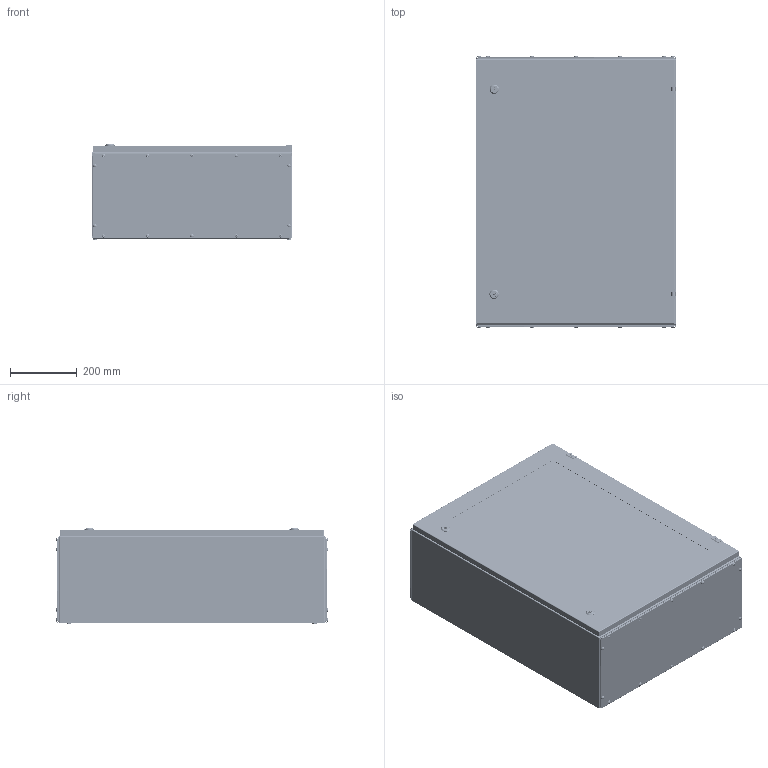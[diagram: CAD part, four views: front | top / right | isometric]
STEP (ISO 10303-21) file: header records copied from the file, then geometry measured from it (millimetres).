
FILE_DESCRIPTION (( 'STEP AP214' ), '1' );
FILE_NAME ('12.060.080.28.STEP', '2024-06-13T05:59:25', ( '' ), ( '' ), 'SwSTEP 2.0', 'SolidWorks 2021', '' );
FILE_SCHEMA (( 'AUTOMOTIVE_DESIGN' ));
Length unit declared in the file: millimetre
Products named in the file (29): 砑鳧罻 W600; Çàêëåïêà ðåçüáîâàÿ Ì8 øåñòèãðàííàÿ ñ óìåíüøåííûì áîðòîì; Áîëò Ì6õ10 ñ øåñòèãðàííîé ãîëîâêîé ñ ïðåññøàéáîé; Ïåðåìû÷êà êàðêàñà W600; Êàðêàñ øêàôà W600H800D280; Çàêëåïêà ðåçüáîâàÿ Ì5 øåñòèãðàííàÿ ñ óìåíüøåííûì áîðòîì; Ãàñêåòèíã W600H800; ﾇ瑟鶴 ﾀﾑ ms1000-3M.stp; Øïèëüêà ïðèâàðíàÿ Ì6õ10; 8SJ_MS705_0010.stp; Øïèëüêà ïðèâàðíàÿ Ì6õ20; 署赅 W600D280; SW6X8.stp; Ñòåêëÿííàÿ äâåðü ÑÁ W600H800; 砑鳧罻 H800; Øïèëüêà ïðèâàðíàÿ Ì6õ15; Ïðîêëàäêà êðûøêè W600D280; 8SJ_MS705_0510.stp; 417.680; 栺樏鋋 W600H800; 8SJ_MS705_0760.stp; Âèíò DIN 967 Ì5õ16 ñ ïîëóêðóãëîé ãîëîâêîé ñ êðåñòîîáðàçíûì øëèöåì; 嵑謺麃 檐; 12.060.080.28; 8SJ_S1B_0001.stp; Êîðïóñ øêàôà W600H800D280; 8SJ_MS705-1_0040.stp; Ãàéêà M6 DIN6923.step; ﾄ粢鮱 W600H800
Assembly tree (133 placements, depth 4):
  12.060.080.28
    Êàðêàñ øêàôà W600H800D280
      Êîðïóñ øêàôà W600H800D280
      Ïåðåìû÷êà êàðêàñà W600  x2
      Øïèëüêà ïðèâàðíàÿ Ì6õ15  x8
      Øïèëüêà ïðèâàðíàÿ Ì6õ20  x4
    署赅 W600D280  x2
    Ïðîêëàäêà êðûøêè W600D280  x2
    Ñòåêëÿííàÿ äâåðü ÑÁ W600H800
      ﾄ粢鮱 W600H800
      Ãàñêåòèíã W600H800
      ﾇ瑟鶴 ﾀﾑ ms1000-3M.stp  x2
        8SJ_MS705_0010.stp
        8SJ_MS705_0510.stp
        8SJ_MS705_0760.stp
        8SJ_S1B_0001.stp
        8SJ_MS705-1_0040.stp
        SW6X8.stp
      Øïèëüêà ïðèâàðíàÿ Ì6õ10  x14
      栺樏鋋 W600H800
      Ãàéêà M6 DIN6923.step  x14
      砑鳧罻 H800  x2
      砑鳧罻 W600  x2
    嵑謺麃 檐  x2
    Áîëò Ì6õ10 ñ øåñòèãðàííîé ãîëîâêîé ñ ïðåññøàéáîé  x2
    Çàêëåïêà ðåçüáîâàÿ Ì5 øåñòèãðàííàÿ ñ óìåíüøåííûì áîðòîì  x28
    Âèíò DIN 967 Ì5õ16 ñ ïîëóêðóãëîé ãîëîâêîé ñ êðåñòîîáðàçíûì øëèöåì  x28
    Çàêëåïêà ðåçüáîâàÿ Ì8 øåñòèãðàííàÿ ñ óìåíüøåííûì áîðòîì  x4
    417.680
    Ãàéêà M6 DIN6923.step  x4
Bounding box: 600 x 815.11 x 284.65 mm (x, y, z)
Volume: 4093966.3 mm3; surface area: 5274024.7 mm2
Topology: 133 solids, 145 shells, 7044 faces, 17808 edges, 11110 vertices
Faces by surface type: plane 2839, cylinder 2404, bspline 725, cone 504, torus 404, sphere 168
Entity records: 89758 total; most frequent: CARTESIAN_POINT 43992, ORIENTED_EDGE 9746, DIRECTION 8211, EDGE_CURVE 4879, VERTEX_POINT 3009, AXIS2_PLACEMENT_3D 2757, LINE 2697, VECTOR 2697
